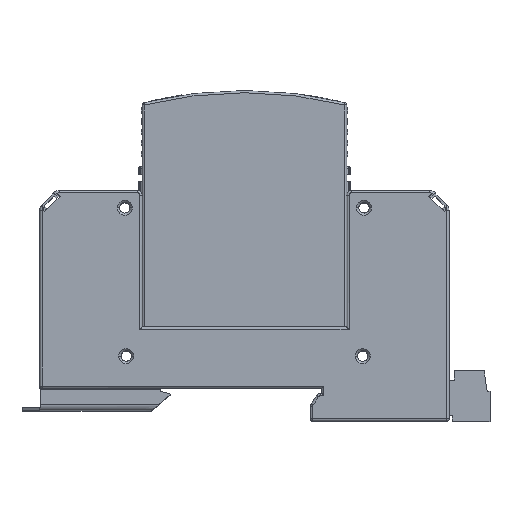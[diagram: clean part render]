
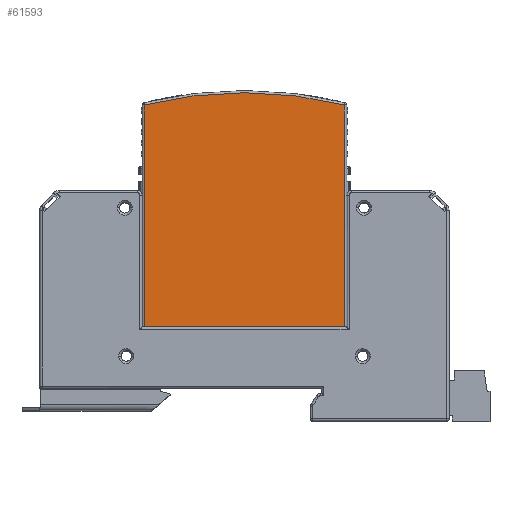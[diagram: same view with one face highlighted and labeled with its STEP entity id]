
A CAD part, top view. The second image highlights one B-rep face of the part: STEP entity #61593.
In plain terms, the highlighted face is planar.
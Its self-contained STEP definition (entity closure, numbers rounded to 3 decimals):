
#58506=CARTESIAN_POINT('',(0.,-8.9,-39.802));
#58507=DIRECTION('',(0.,1.,0.));
#58508=DIRECTION('',(-0.241,0.,0.971));
#58509=AXIS2_PLACEMENT_3D('',#58506,#58507,#58508);
#58554=DIRECTION('',(0.,0.,-1.));
#58555=VECTOR('',#58554,48.81);
#58556=CARTESIAN_POINT('',(-22.,-8.9,48.81));
#58557=LINE('',#58556,#58555);
#58623=DIRECTION('',(1.,0.,0.));
#58624=VECTOR('',#58623,44.);
#58625=CARTESIAN_POINT('',(-22.,-8.9,0.));
#58626=LINE('',#58625,#58624);
#58978=DIRECTION('',(0.,0.,1.));
#58979=VECTOR('',#58978,48.81);
#58980=CARTESIAN_POINT('',(22.,-8.9,0.));
#58981=LINE('',#58980,#58979);
#61164=CARTESIAN_POINT('',(-22.,-8.9,48.81));
#61165=CARTESIAN_POINT('',(22.,-8.9,48.81));
#61166=VERTEX_POINT('',#61164);
#61167=VERTEX_POINT('',#61165);
#61168=CARTESIAN_POINT('',(22.,-8.9,0.));
#61169=VERTEX_POINT('',#61168);
#61170=CARTESIAN_POINT('',(-22.,-8.9,0.));
#61171=VERTEX_POINT('',#61170);
#61578=CARTESIAN_POINT('',(0.,-8.9,0.));
#61579=DIRECTION('',(0.,1.,0.));
#61580=DIRECTION('',(-1.,0.,0.));
#61581=AXIS2_PLACEMENT_3D('',#61578,#61579,#61580);
#61582=PLANE('',#61581);
#61584=ORIENTED_EDGE('',*,*,#61583,.T.);
#61586=ORIENTED_EDGE('',*,*,#61585,.F.);
#61588=ORIENTED_EDGE('',*,*,#61587,.F.);
#61590=ORIENTED_EDGE('',*,*,#61589,.F.);
#61591=EDGE_LOOP('',(#61584,#61586,#61588,#61590));
#61592=FACE_OUTER_BOUND('',#61591,.F.);
#58510=CIRCLE('',#58509,91.302);
#61583=EDGE_CURVE('',#61166,#61167,#58510,.T.);
#61585=EDGE_CURVE('',#61169,#61167,#58981,.T.);
#61587=EDGE_CURVE('',#61171,#61169,#58626,.T.);
#61589=EDGE_CURVE('',#61166,#61171,#58557,.T.);
#61593=ADVANCED_FACE('',(#61592),#61582,.F.);
